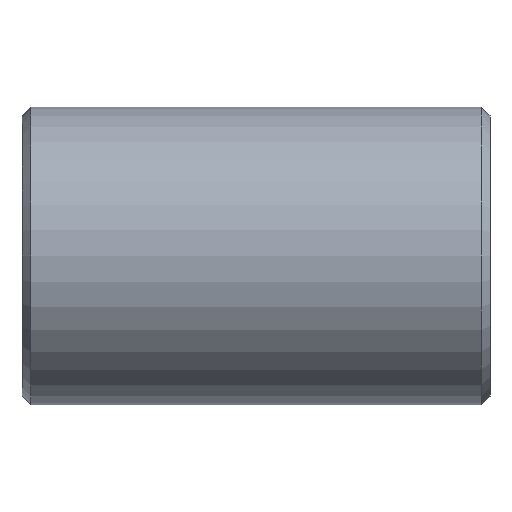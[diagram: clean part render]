
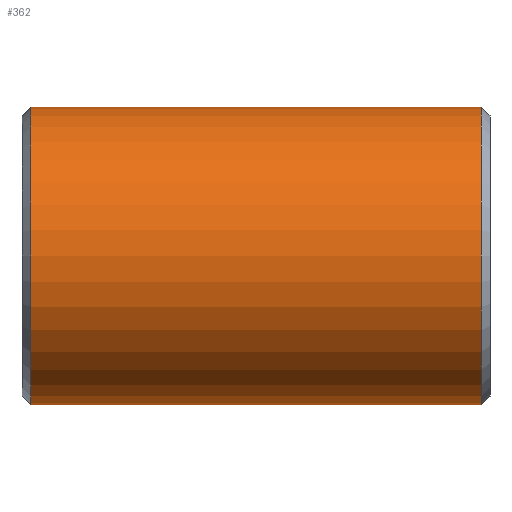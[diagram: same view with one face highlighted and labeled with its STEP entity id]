
A CAD part, front view. The second image highlights one B-rep face of the part: STEP entity #362.
In plain terms, the highlighted cylindrical face has radius 177.8 mm (diameter 355.6 mm), a partial arc.
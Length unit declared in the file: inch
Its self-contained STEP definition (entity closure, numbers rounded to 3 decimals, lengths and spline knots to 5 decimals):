
#3 = EDGE_CURVE ( 'NONE', #685, #722, #954, .T. ) ;
#67 = EDGE_CURVE ( 'NONE', #634, #472, #369, .T. ) ;
#72 = DIRECTION ( 'NONE',  ( -1., 0., 0. ) ) ;
#105 = DIRECTION ( 'NONE',  ( 0., 0., 1. ) ) ;
#158 = AXIS2_PLACEMENT_3D ( 'NONE', #579, #734, #202 ) ;
#173 = CARTESIAN_POINT ( 'NONE',  ( 10.58333, 0., -7. ) ) ;
#184 = CYLINDRICAL_SURFACE ( 'NONE', #271, 7. ) ;
#202 = DIRECTION ( 'NONE',  ( 0., 0., 1. ) ) ;
#255 = ORIENTED_EDGE ( 'NONE', *, *, #3, .T. ) ;
#271 = AXIS2_PLACEMENT_3D ( 'NONE', #489, #637, #105 ) ;
#276 = EDGE_CURVE ( 'NONE', #722, #472, #792, .T. ) ;
#281 = CARTESIAN_POINT ( 'NONE',  ( 11., 0., 7. ) ) ;
#330 = ORIENTED_EDGE ( 'NONE', *, *, #390, .T. ) ;
#358 = DIRECTION ( 'NONE',  ( -1., 0., 0. ) ) ;
#362 = ADVANCED_FACE ( 'NONE', ( #492 ), #184, .T. ) ;
#366 = VECTOR ( 'NONE', #358, 39.37008 ) ;
#369 = LINE ( 'NONE', #959, #461 ) ;
#390 = EDGE_CURVE ( 'NONE', #634, #685, #857, .T. ) ;
#429 = AXIS2_PLACEMENT_3D ( 'NONE', #551, #614, #779 ) ;
#461 = VECTOR ( 'NONE', #72, 39.37008 ) ;
#472 = VERTEX_POINT ( 'NONE', #784 ) ;
#489 = CARTESIAN_POINT ( 'NONE',  ( 11., 0., 0. ) ) ;
#492 = FACE_OUTER_BOUND ( 'NONE', #867, .T. ) ;
#551 = CARTESIAN_POINT ( 'NONE',  ( 10.58333, 0., 0. ) ) ;
#579 = CARTESIAN_POINT ( 'NONE',  ( -10.58333, 0., 0. ) ) ;
#614 = DIRECTION ( 'NONE',  ( -1., 0., 0. ) ) ;
#620 = CARTESIAN_POINT ( 'NONE',  ( 10.58333, 0., 7. ) ) ;
#634 = VERTEX_POINT ( 'NONE', #173 ) ;
#637 = DIRECTION ( 'NONE',  ( -1., 0., 0. ) ) ;
#685 = VERTEX_POINT ( 'NONE', #620 ) ;
#707 = CARTESIAN_POINT ( 'NONE',  ( -10.58333, 0., 7. ) ) ;
#722 = VERTEX_POINT ( 'NONE', #707 ) ;
#734 = DIRECTION ( 'NONE',  ( 1., 0., 0. ) ) ;
#779 = DIRECTION ( 'NONE',  ( 0., 0., -1. ) ) ;
#784 = CARTESIAN_POINT ( 'NONE',  ( -10.58333, 0., -7. ) ) ;
#792 = CIRCLE ( 'NONE', #158, 7. ) ;
#799 = ORIENTED_EDGE ( 'NONE', *, *, #276, .T. ) ;
#846 = ORIENTED_EDGE ( 'NONE', *, *, #67, .F. ) ;
#857 = CIRCLE ( 'NONE', #429, 7. ) ;
#867 = EDGE_LOOP ( 'NONE', ( #846, #330, #255, #799 ) ) ;
#954 = LINE ( 'NONE', #281, #366 ) ;
#959 = CARTESIAN_POINT ( 'NONE',  ( 11., 0., -7. ) ) ;
